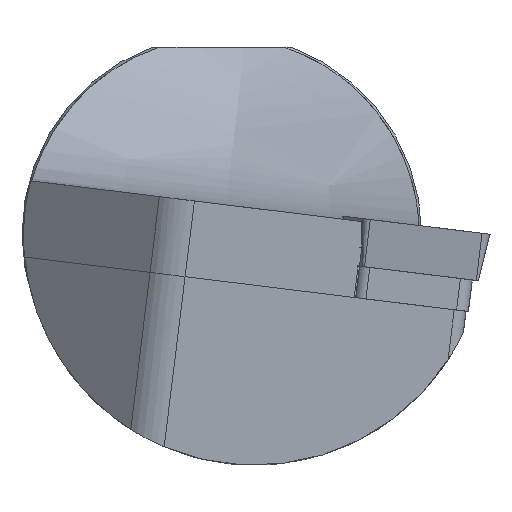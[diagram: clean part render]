
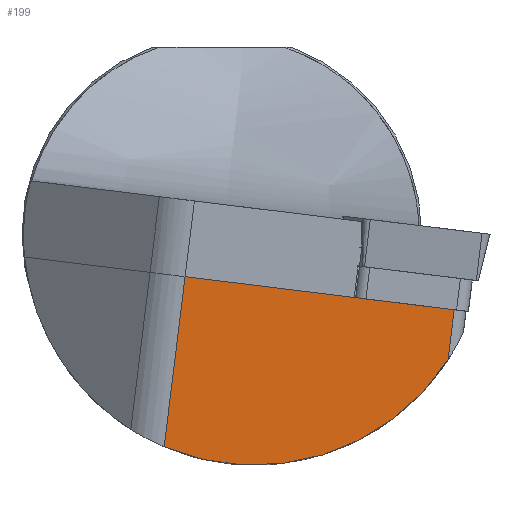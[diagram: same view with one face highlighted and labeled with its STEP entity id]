
A CAD part, left-side view. The second image highlights one B-rep face of the part: STEP entity #199.
In plain terms, the highlighted planar face has unit normal (-1, 0, 0).
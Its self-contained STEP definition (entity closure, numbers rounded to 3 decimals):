
#199=ADVANCED_FACE('',(#275),#237,.F.);
#237=PLANE('',#1015);
#275=FACE_OUTER_BOUND('',#326,.T.);
#326=EDGE_LOOP('',(#592,#593,#594,#595,#596,#597));
#363=LINE('',#1375,#427);
#376=LINE('',#1839,#440);
#378=LINE('',#1842,#442);
#379=LINE('',#1845,#443);
#380=LINE('',#1846,#444);
#427=VECTOR('',#1099,1.);
#440=VECTOR('',#1162,1.);
#442=VECTOR('',#1166,1.);
#443=VECTOR('',#1167,1.);
#444=VECTOR('',#1168,1.);
#592=ORIENTED_EDGE('',*,*,#884,.T.);
#593=ORIENTED_EDGE('',*,*,#885,.T.);
#594=ORIENTED_EDGE('',*,*,#839,.T.);
#595=ORIENTED_EDGE('',*,*,#882,.F.);
#596=ORIENTED_EDGE('',*,*,#830,.T.);
#597=ORIENTED_EDGE('',*,*,#886,.T.);
#748=VERTEX_POINT('',#1347);
#749=VERTEX_POINT('',#1349);
#756=VERTEX_POINT('',#1376);
#757=VERTEX_POINT('',#1377);
#783=VERTEX_POINT('',#1843);
#784=VERTEX_POINT('',#1844);
#830=EDGE_CURVE('',#749,#748,#946,.T.);
#839=EDGE_CURVE('',#756,#757,#363,.T.);
#882=EDGE_CURVE('',#749,#757,#376,.T.);
#884=EDGE_CURVE('',#783,#784,#378,.T.);
#885=EDGE_CURVE('',#784,#756,#379,.T.);
#886=EDGE_CURVE('',#748,#783,#380,.T.);
#946=CIRCLE('',#984,23.1);
#984=AXIS2_PLACEMENT_3D('',#1348,#1086,#1087);
#1015=AXIS2_PLACEMENT_3D('',#1847,#1169,#1170);
#1086=DIRECTION('',(-1.,0.,0.));
#1087=DIRECTION('',(0.,1.,0.));
#1099=DIRECTION('',(0.,0.993,0.122));
#1162=DIRECTION('',(0.,-0.122,0.993));
#1166=DIRECTION('',(0.,0.993,0.122));
#1167=DIRECTION('',(0.,0.993,0.122));
#1168=DIRECTION('',(0.,-0.122,0.993));
#1169=DIRECTION('',(1.,0.,0.));
#1170=DIRECTION('',(0.,1.,0.));
#1347=CARTESIAN_POINT('',(1.139,-22.652,-12.537));
#1348=CARTESIAN_POINT('',(1.139,-3.25,0.));
#1349=CARTESIAN_POINT('',(1.139,5.765,-21.268));
#1375=CARTESIAN_POINT('',(1.139,3.673,-4.233));
#1376=CARTESIAN_POINT('',(1.139,-13.397,-6.329));
#1377=CARTESIAN_POINT('',(1.139,3.673,-4.233));
#1839=CARTESIAN_POINT('',(1.139,6.842,-30.037));
#1842=CARTESIAN_POINT('',(1.139,3.673,-4.233));
#1843=CARTESIAN_POINT('',(1.139,-23.265,-7.541));
#1844=CARTESIAN_POINT('',(1.139,-13.773,-6.376));
#1845=CARTESIAN_POINT('',(1.139,3.673,-4.233));
#1846=CARTESIAN_POINT('',(1.139,-20.097,-33.344));
#1847=CARTESIAN_POINT('',(1.139,6.842,-30.037));
